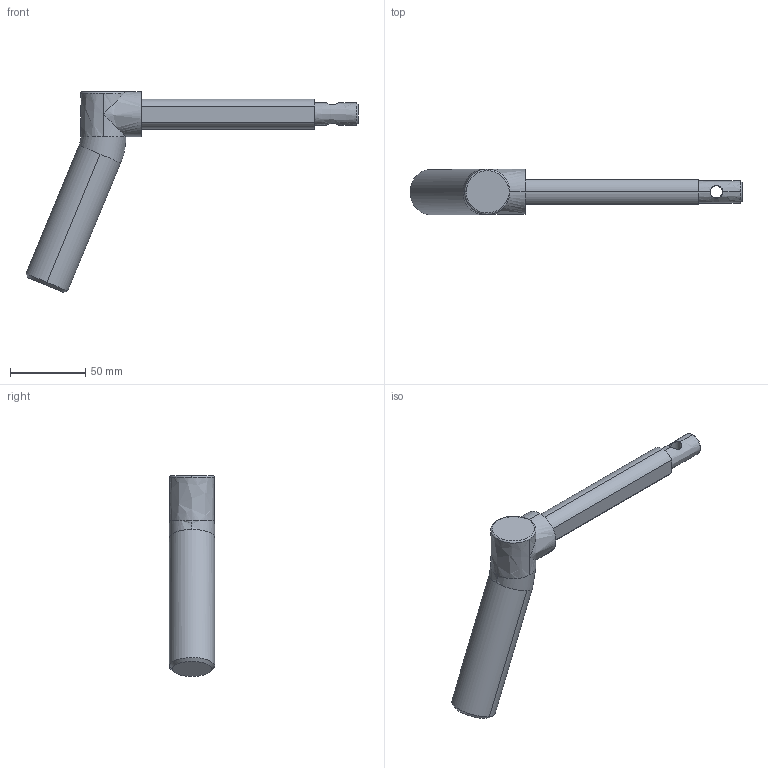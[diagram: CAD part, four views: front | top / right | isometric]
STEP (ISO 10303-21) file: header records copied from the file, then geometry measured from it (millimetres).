
FILE_DESCRIPTION( ('This file contains a STEP AP42 implementation' ,'as created by ZW3D STEP Interface translator.') ,'2;1' );
FILE_NAME( 'Clavette camion.step' ,'21 3 6.144356', (''), ('ZWCAD Software Co.'), 'Version 1.0', 'ZW3D to STEP translator', '' );
FILE_SCHEMA(('AUTOMOTIVE_DESIGN'));
Length unit declared in the file: millimetre
Products named in the file (2): 0; Clavette camion
Bounding box: 220.34 x 30 x 133.32 mm (x, y, z)
Volume: 142527.2 mm3; surface area: 23993.1 mm2
Topology: 1 solids, 1 shells, 38 faces, 93 edges, 55 vertices
Faces by surface type: bspline 38
Entity records: 3443 total; most frequent: CARTESIAN_POINT 2863, ORIENTED_EDGE 182, EDGE_CURVE 91, VERTEX_POINT 55, B_SPLINE_CURVE_WITH_KNOTS 46, EDGE_LOOP 40, FACE_OUTER_BOUND 38, ADVANCED_FACE 38
